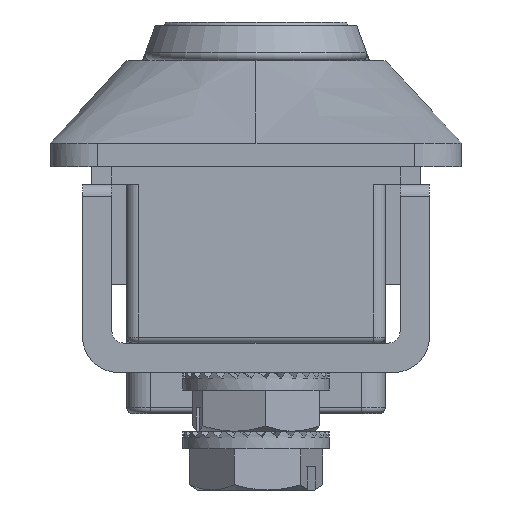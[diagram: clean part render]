
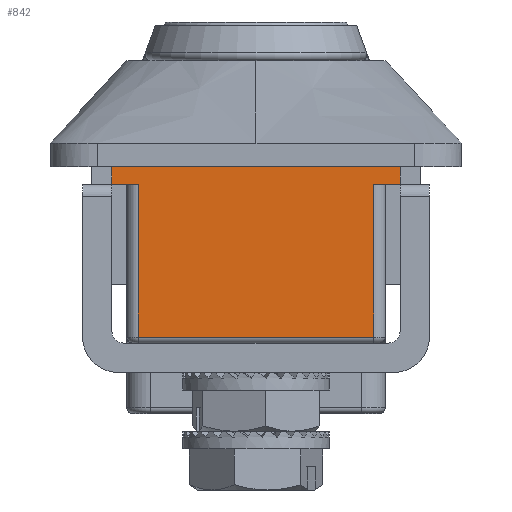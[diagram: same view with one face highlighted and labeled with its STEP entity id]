
A CAD part, left-side view. The second image highlights one B-rep face of the part: STEP entity #842.
In plain terms, the highlighted planar face has unit normal (-1, 0, 0).
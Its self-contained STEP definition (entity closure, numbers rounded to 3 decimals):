
#842=ADVANCED_FACE('',(#2073),#2074,.T.);
#2073=FACE_OUTER_BOUND('',#4869,.T.);
#2074=PLANE('',#4870);
#4869=EDGE_LOOP('',(#11635,#11636,#11637,#11638,#11639,#11640,#11641,#11642));
#4870=AXIS2_PLACEMENT_3D('',#11643,#11644,#11645);
#11635=ORIENTED_EDGE('',*,*,#19260,.T.);
#11636=ORIENTED_EDGE('',*,*,#19270,.T.);
#11637=ORIENTED_EDGE('',*,*,#19254,.T.);
#11638=ORIENTED_EDGE('',*,*,#19463,.F.);
#11639=ORIENTED_EDGE('',*,*,#19461,.F.);
#11640=ORIENTED_EDGE('',*,*,#19475,.F.);
#11641=ORIENTED_EDGE('',*,*,#19448,.T.);
#11642=ORIENTED_EDGE('',*,*,#19456,.F.);
#11643=CARTESIAN_POINT('',(-73.75,-11.0,145.625));
#11644=DIRECTION('',(-1.0,0.,0.0));
#11645=DIRECTION('',(0.,-1.0,0.0));
#19254=EDGE_CURVE('',#22144,#22145,#22146,.F.);
#19260=EDGE_CURVE('',#22157,#22155,#22158,.T.);
#19270=EDGE_CURVE('',#22155,#22144,#22173,.T.);
#19448=EDGE_CURVE('',#22461,#22462,#22463,.T.);
#19456=EDGE_CURVE('',#22157,#22462,#22475,.T.);
#19461=EDGE_CURVE('',#22481,#22483,#22484,.T.);
#19463=EDGE_CURVE('',#22483,#22145,#22486,.T.);
#19475=EDGE_CURVE('',#22461,#22481,#22500,.T.);
#22144=VERTEX_POINT('',#27129);
#22145=VERTEX_POINT('',#27130);
#22146=LINE('',#27131,#27132);
#22155=VERTEX_POINT('',#27143);
#22157=VERTEX_POINT('',#27145);
#22158=LINE('',#27146,#27147);
#22173=LINE('',#27234,#27235);
#22461=VERTEX_POINT('',#27860);
#22462=VERTEX_POINT('',#27861);
#22463=LINE('',#27862,#27863);
#22475=LINE('',#27882,#27883);
#22481=VERTEX_POINT('',#27892);
#22483=VERTEX_POINT('',#27895);
#22484=LINE('',#27896,#27897);
#22486=LINE('',#27900,#27901);
#22500=LINE('',#27969,#27970);
#27129=CARTESIAN_POINT('',(-73.75,-10.0,-14.5));
#27130=CARTESIAN_POINT('',(-73.75,-10.0,-1.5));
#27131=CARTESIAN_POINT('',(-73.75,-10.0,145.625));
#27132=VECTOR('',#37013,1.0);
#27143=CARTESIAN_POINT('',(-73.75,10.0,-14.5));
#27145=CARTESIAN_POINT('',(-73.75,10.0,-1.5));
#27146=CARTESIAN_POINT('',(-73.75,10.0,145.625));
#27147=VECTOR('',#37025,1.0);
#27234=CARTESIAN_POINT('',(-73.75,-11.0,-14.5));
#27235=VECTOR('',#37045,1.0);
#27860=CARTESIAN_POINT('',(-73.75,12.25,0.0));
#27861=CARTESIAN_POINT('',(-73.75,12.25,-1.5));
#27862=CARTESIAN_POINT('',(-73.75,12.25,331.751));
#27863=VECTOR('',#37314,1.0);
#27882=CARTESIAN_POINT('',(-73.75,-12.25,-1.5));
#27883=VECTOR('',#37322,1.0);
#27892=CARTESIAN_POINT('',(-73.75,-12.25,0.0));
#27895=CARTESIAN_POINT('',(-73.75,-12.25,-1.5));
#27896=CARTESIAN_POINT('',(-73.75,-12.25,331.751));
#27897=VECTOR('',#37327,1.0);
#27900=CARTESIAN_POINT('',(-73.75,-12.25,-1.5));
#27901=VECTOR('',#37329,1.0);
#27969=CARTESIAN_POINT('',(-73.75,13.5,0.0));
#27970=VECTOR('',#37340,1.0);
#37013=DIRECTION('',(0.0,0.0,-1.0));
#37025=DIRECTION('',(0.0,0.0,-1.0));
#37045=DIRECTION('',(0.,-1.0,0.0));
#37314=DIRECTION('',(0.0,0.0,-1.0));
#37322=DIRECTION('',(0.,1.0,0.0));
#37327=DIRECTION('',(0.0,0.0,-1.0));
#37329=DIRECTION('',(0.,1.0,0.0));
#37340=DIRECTION('',(0.,-1.0,0.0));
